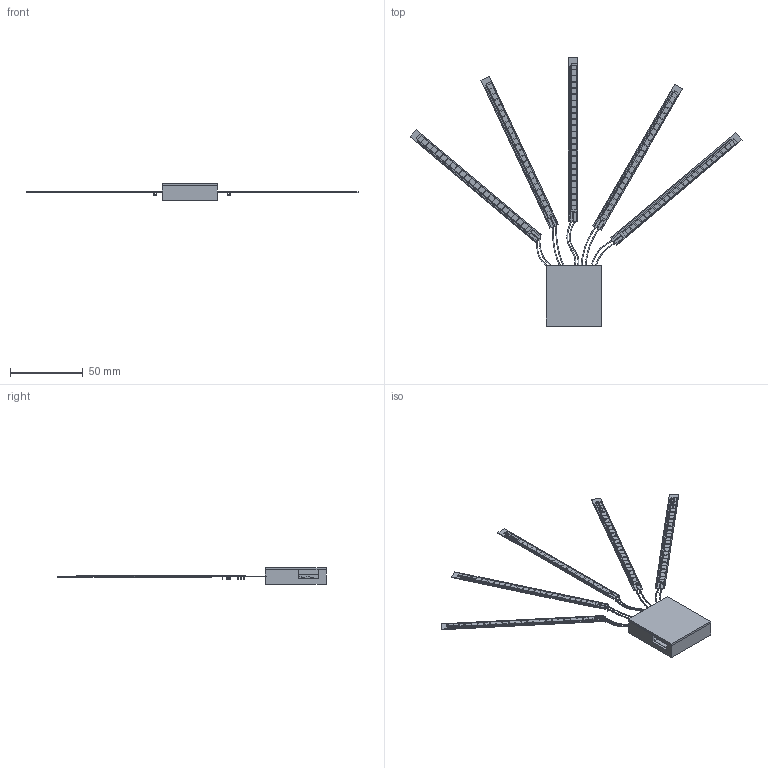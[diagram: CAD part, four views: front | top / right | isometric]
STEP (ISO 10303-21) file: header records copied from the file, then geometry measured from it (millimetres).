
FILE_DESCRIPTION(/* description */ (''),/* implementation_level */ '2;1');
FILE_NAME(/* name */ 'Assembly.step',/* time_stamp */ '2026-02-10T12:54:50+06:00',/* author */ (''),/* organization */ (''),/* preprocessor_version */ 'ST-DEVELOPER v20.1',/* originating_system */ 'Autodesk Translation Framework v14.24.0.0',/* authorisation */ '');
FILE_SCHEMA (('AUTOMOTIVE_DESIGN { 1 0 10303 214 3 1 1 }'));
Length unit declared in the file: millimetre
Products named in the file (21): 2026-02-10-12-50-29-680; Fusion360 Norm Box Template; Enclosure; Case; 2026-02-09-14-13-37-884; 2026-02-09-14-13-37-888; 2026-02-09-14-13-37-889; 2026-02-09-14-13-37-887; 2026-02-09-14-13-37-885; 2026-02-09-14-13-37-886; 2026-02-08-14-10-27-997; 2026-02-05-18-48-19-493; 2026-02-05-18-48-19-493_1; 2026-02-05-18-48-19-493_2; 2026-02-05-18-48-19-493_3; 2026-02-05-18-48-19-493_4; 2026-02-05-18-48-19-494; 2026-02-05-18-48-19-495; top case; Enclosure_1; Top Cover
Assembly tree (39 placements, depth 7):
  2026-02-10-12-50-29-680
    Fusion360 Norm Box Template
      Enclosure
        Case
          2026-02-09-14-13-37-884
            2026-02-09-14-13-37-885  x7
            2026-02-09-14-13-37-886  x5
            2026-02-09-14-13-37-887  x2
            2026-02-09-14-13-37-888
            2026-02-09-14-13-37-889
          2026-02-08-14-10-27-997
            2026-02-05-18-48-19-493
              2026-02-05-18-48-19-494
              2026-02-05-18-48-19-495
            2026-02-05-18-48-19-493_1
              2026-02-05-18-48-19-494
              2026-02-05-18-48-19-495
            2026-02-05-18-48-19-493_2
              2026-02-05-18-48-19-494
              2026-02-05-18-48-19-495
            2026-02-05-18-48-19-493_3
              2026-02-05-18-48-19-494
              2026-02-05-18-48-19-495
            2026-02-05-18-48-19-493_4
              2026-02-05-18-48-19-494
              2026-02-05-18-48-19-495
          top case
            Enclosure_1
              Top Cover
Bounding box: 228.63 x 184.77 x 11.5 mm (x, y, z)
Volume: 11517.7 mm3; surface area: 27814 mm2
Topology: 43 solids, 212 shells, 2949 faces, 8153 edges, 5696 vertices
Faces by surface type: plane 2158, cylinder 586, bspline 205
Full cylindrical faces by diameter (mm): 0.8 x1, 1 x10, 2 x1, 2.5 x4
Entity records: 31523 total; most frequent: CARTESIAN_POINT 7520, DIRECTION 4639, ORIENTED_EDGE 4265, EDGE_CURVE 2621, VERTEX_POINT 2060, LINE 1947, VECTOR 1947, AXIS2_PLACEMENT_3D 1346
